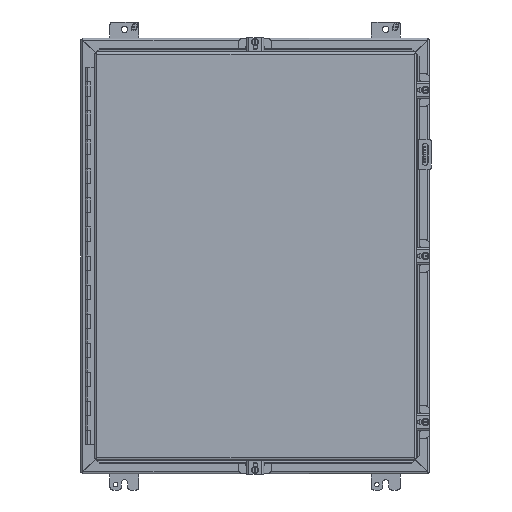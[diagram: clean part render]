
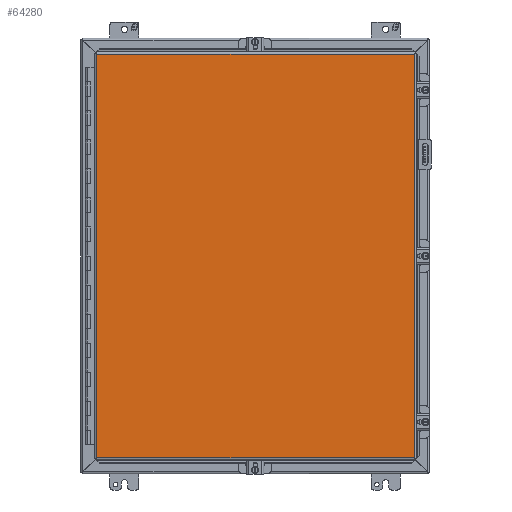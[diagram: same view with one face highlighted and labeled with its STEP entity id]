
A CAD part, front view. The second image highlights one B-rep face of the part: STEP entity #64280.
In plain terms, the highlighted planar face has unit normal (0, -1, 0).
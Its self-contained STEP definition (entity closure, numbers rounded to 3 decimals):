
#5997 = CARTESIAN_POINT ( 'NONE',  ( -10.912, -9.222, 13.913 ) ) ;
#13979 = DIRECTION ( 'NONE',  ( 0., 0., 1. ) ) ;
#14316 = EDGE_CURVE ( 'NONE', #42331, #61481, #20221, .T. ) ;
#17193 = VECTOR ( 'NONE', #20942, 39.37 ) ;
#19151 = CARTESIAN_POINT ( 'NONE',  ( 10.976, -9.222, -13.913 ) ) ;
#20221 = LINE ( 'NONE', #56559, #62357 ) ;
#20253 = VERTEX_POINT ( 'NONE', #38365 ) ;
#20641 = EDGE_CURVE ( 'NONE', #20253, #26426, #48851, .T. ) ;
#20942 = DIRECTION ( 'NONE',  ( -1., 0., 0. ) ) ;
#22162 = CARTESIAN_POINT ( 'NONE',  ( 10.976, -9.222, -13.912 ) ) ;
#26426 = VERTEX_POINT ( 'NONE', #22162 ) ;
#30049 = CARTESIAN_POINT ( 'NONE',  ( -10.912, -9.222, -13.913 ) ) ;
#30761 = LINE ( 'NONE', #50625, #17193 ) ;
#32000 = ORIENTED_EDGE ( 'NONE', *, *, #73630, .F. ) ;
#32114 = CARTESIAN_POINT ( 'NONE',  ( 11.126, -9.222, -14.063 ) ) ;
#38304 = VECTOR ( 'NONE', #66822, 39.37 ) ;
#38365 = CARTESIAN_POINT ( 'NONE',  ( 10.976, -9.222, 13.913 ) ) ;
#39430 = AXIS2_PLACEMENT_3D ( 'NONE', #32114, #44206, #57108 ) ;
#40296 = ORIENTED_EDGE ( 'NONE', *, *, #20641, .F. ) ;
#41344 = LINE ( 'NONE', #51243, #76677 ) ;
#42331 = VERTEX_POINT ( 'NONE', #30049 ) ;
#44206 = DIRECTION ( 'NONE',  ( 0., 1., 0. ) ) ;
#48851 = LINE ( 'NONE', #19151, #38304 ) ;
#50625 = CARTESIAN_POINT ( 'NONE',  ( -10.912, -9.222, -13.912 ) ) ;
#50841 = PLANE ( 'NONE',  #39430 ) ;
#51243 = CARTESIAN_POINT ( 'NONE',  ( 10.976, -9.222, 13.912 ) ) ;
#51891 = ORIENTED_EDGE ( 'NONE', *, *, #60483, .F. ) ;
#53472 = DIRECTION ( 'NONE',  ( 1., 0., 0. ) ) ;
#56559 = CARTESIAN_POINT ( 'NONE',  ( -10.912, -9.222, 13.913 ) ) ;
#57108 = DIRECTION ( 'NONE',  ( -1., 0., 0. ) ) ;
#57748 = EDGE_LOOP ( 'NONE', ( #40296, #51891, #59180, #32000 ) ) ;
#59180 = ORIENTED_EDGE ( 'NONE', *, *, #14316, .F. ) ;
#60483 = EDGE_CURVE ( 'NONE', #61481, #20253, #41344, .T. ) ;
#61481 = VERTEX_POINT ( 'NONE', #5997 ) ;
#62357 = VECTOR ( 'NONE', #13979, 39.37 ) ;
#64280 = ADVANCED_FACE ( 'NONE', ( #75049 ), #50841, .F. ) ;
#66822 = DIRECTION ( 'NONE',  ( 0., 0., -1. ) ) ;
#73630 = EDGE_CURVE ( 'NONE', #26426, #42331, #30761, .T. ) ;
#75049 = FACE_OUTER_BOUND ( 'NONE', #57748, .T. ) ;
#76677 = VECTOR ( 'NONE', #53472, 39.37 ) ;
